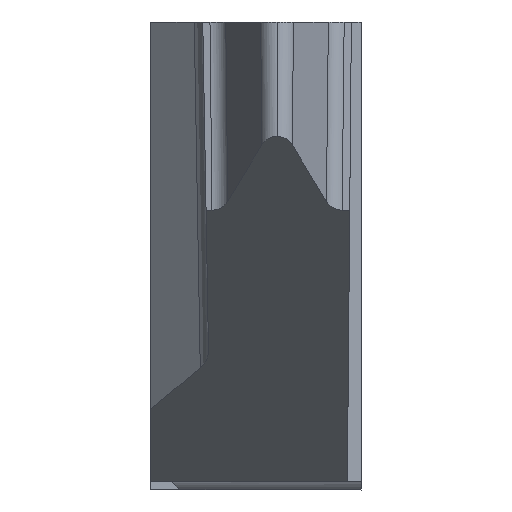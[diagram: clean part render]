
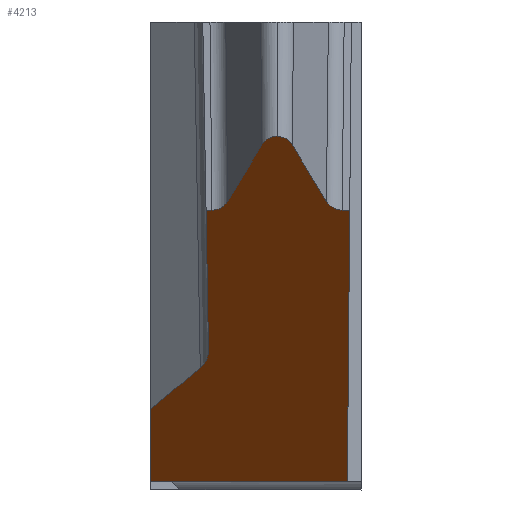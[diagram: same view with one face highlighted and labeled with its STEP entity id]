
A CAD part, front view. The second image highlights one B-rep face of the part: STEP entity #4213.
In plain terms, the highlighted planar face has unit normal (0, -0.643, -0.766).
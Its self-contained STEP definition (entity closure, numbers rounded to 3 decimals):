
#90=CARTESIAN_POINT('',(0.,5.597,-6.621));
#91=DIRECTION('',(0.,0.766,-0.643));
#92=VECTOR('',#91,1.912);
#93=LINE('',#90,#92);
#94=CARTESIAN_POINT('',(0.,5.597,-6.621));
#95=VERTEX_POINT('',#94);
#96=CARTESIAN_POINT('',(0.,7.062,-7.85));
#97=VERTEX_POINT('',#96);
#98=EDGE_CURVE('',#95,#97,#93,.T.);
#559=CARTESIAN_POINT('',(0.,5.597,-6.621));
#560=DIRECTION('',(0.608,-0.608,0.51));
#561=VECTOR('',#560,1.392);
#562=LINE('',#559,#561);
#563=CARTESIAN_POINT('',(0.847,4.75,-5.91));
#564=VERTEX_POINT('',#563);
#565=EDGE_CURVE('',#95,#564,#562,.T.);
#636=CARTESIAN_POINT('',(0.988,4.402,-5.618));
#637=VERTEX_POINT('',#636);
#648=CARTESIAN_POINT('',(0.988,4.402,-5.618));
#649=CARTESIAN_POINT('',(0.99,4.534,-5.729));
#650=CARTESIAN_POINT('',(0.94,4.657,-5.832));
#651=CARTESIAN_POINT('',(0.847,4.75,-5.91));
#652=(BOUNDED_CURVE()B_SPLINE_CURVE(3,(#648,#649,#650,#651),.UNSPECIFIED.,.F.,.F.)B_SPLINE_CURVE_WITH_KNOTS((4,4),(0.,1.),.UNSPECIFIED.)CURVE()GEOMETRIC_REPRESENTATION_ITEM()RATIONAL_B_SPLINE_CURVE((1.,0.949,0.949,1.))REPRESENTATION_ITEM(''));
#653=EDGE_CURVE('',#637,#564,#652,.T.);
#728=CARTESIAN_POINT('',(0.988,4.402,-5.618));
#729=DIRECTION('',(-0.011,-0.766,0.643));
#730=VECTOR('',#729,3.732);
#731=LINE('',#728,#730);
#732=CARTESIAN_POINT('',(0.946,1.544,-3.219));
#733=VERTEX_POINT('',#732);
#734=EDGE_CURVE('',#637,#733,#731,.T.);
#915=CARTESIAN_POINT('',(3.361,7.062,-7.85));
#916=VERTEX_POINT('',#915);
#927=CARTESIAN_POINT('',(3.361,7.062,-7.85));
#928=DIRECTION('',(0.006,-0.766,0.643));
#929=VECTOR('',#928,7.203);
#930=LINE('',#927,#929);
#931=CARTESIAN_POINT('',(3.402,1.545,-3.22));
#932=VERTEX_POINT('',#931);
#933=EDGE_CURVE('',#916,#932,#930,.T.);
#1018=CARTESIAN_POINT('',(3.272,1.54,-3.216));
#1019=VERTEX_POINT('',#1018);
#1030=CARTESIAN_POINT('',(3.272,1.54,-3.216));
#1031=DIRECTION('',(0.999,0.035,-0.03));
#1032=VECTOR('',#1031,0.13);
#1033=LINE('',#1030,#1032);
#1034=EDGE_CURVE('',#1019,#932,#1033,.T.);
#1078=CARTESIAN_POINT('',(3.272,1.54,-3.216));
#1079=CARTESIAN_POINT('',(3.155,1.536,-3.213));
#1080=CARTESIAN_POINT('',(3.057,1.472,-3.16));
#1081=CARTESIAN_POINT('',(3.004,1.367,-3.071));
#1082=(BOUNDED_CURVE()B_SPLINE_CURVE(3,(#1078,#1079,#1080,#1081),.UNSPECIFIED.,.F.,.F.)B_SPLINE_CURVE_WITH_KNOTS((4,4),(0.,1.),.UNSPECIFIED.)CURVE()GEOMETRIC_REPRESENTATION_ITEM()RATIONAL_B_SPLINE_CURVE((1.,0.909,0.909,1.))REPRESENTATION_ITEM('')
);
#1083=CARTESIAN_POINT('',(3.004,1.367,-3.071));
#1084=VERTEX_POINT('',#1083);
#1085=EDGE_CURVE('',#1019,#1084,#1082,.T.);
#1162=CARTESIAN_POINT('',(2.419,0.207,-2.098));
#1163=VERTEX_POINT('',#1162);
#1174=CARTESIAN_POINT('',(2.419,0.207,-2.098));
#1175=DIRECTION('',(0.36,0.715,-0.6));
#1176=VECTOR('',#1175,1.623);
#1177=LINE('',#1174,#1176);
#1178=EDGE_CURVE('',#1163,#1084,#1177,.T.);
#1252=CARTESIAN_POINT('',(2.16,0.035,-1.953));
#1253=VERTEX_POINT('',#1252);
#1264=CARTESIAN_POINT('',(2.419,0.207,-2.098));
#1265=CARTESIAN_POINT('',(2.368,0.105,-2.012));
#1266=CARTESIAN_POINT('',(2.273,0.042,-1.96));
#1267=CARTESIAN_POINT('',(2.16,0.035,-1.953));
#1268=(BOUNDED_CURVE()B_SPLINE_CURVE(3,(#1264,#1265,#1266,#1267),.UNSPECIFIED.,.F.,.F.)B_SPLINE_CURVE_WITH_KNOTS((4,4),(0.,1.),.UNSPECIFIED.)CURVE()GEOMETRIC_REPRESENTATION_ITEM()RATIONAL_B_SPLINE_CURVE((1.,0.914,0.914,1.))REPRESENTATION_ITEM('')
);
#1269=EDGE_CURVE('',#1163,#1253,#1268,.T.);
#1308=CARTESIAN_POINT('',(1.901,0.207,-2.098));
#1309=VERTEX_POINT('',#1308);
#1322=CARTESIAN_POINT('',(2.16,0.035,-1.953));
#1323=CARTESIAN_POINT('',(2.047,0.042,-1.96));
#1324=CARTESIAN_POINT('',(1.952,0.105,-2.012));
#1325=CARTESIAN_POINT('',(1.901,0.207,-2.098));
#1326=(BOUNDED_CURVE()B_SPLINE_CURVE(3,(#1322,#1323,#1324,#1325),.UNSPECIFIED.,.F.,.F.)B_SPLINE_CURVE_WITH_KNOTS((4,4),(0.,1.),.UNSPECIFIED.)CURVE()GEOMETRIC_REPRESENTATION_ITEM()RATIONAL_B_SPLINE_CURVE((1.,0.914,0.914,1.))REPRESENTATION_ITEM('')
);
#1327=EDGE_CURVE('',#1253,#1309,#1326,.T.);
#1386=CARTESIAN_POINT('',(1.316,1.367,-3.071));
#1387=DIRECTION('',(0.36,-0.715,0.6));
#1388=VECTOR('',#1387,1.623);
#1389=LINE('',#1386,#1388);
#1390=CARTESIAN_POINT('',(1.316,1.367,-3.071));
#1391=VERTEX_POINT('',#1390);
#1392=EDGE_CURVE('',#1391,#1309,#1389,.T.);
#1466=CARTESIAN_POINT('',(1.316,1.367,-3.071));
#1467=CARTESIAN_POINT('',(1.263,1.472,-3.16));
#1468=CARTESIAN_POINT('',(1.165,1.536,-3.213));
#1469=CARTESIAN_POINT('',(1.048,1.54,-3.216));
#1470=(BOUNDED_CURVE()B_SPLINE_CURVE(3,(#1466,#1467,#1468,#1469),.UNSPECIFIED.,.F.,.F.)B_SPLINE_CURVE_WITH_KNOTS((4,4),(0.,1.),.UNSPECIFIED.)CURVE()GEOMETRIC_REPRESENTATION_ITEM()RATIONAL_B_SPLINE_CURVE((1.,0.909,0.909,1.))REPRESENTATION_ITEM('')
);
#1471=CARTESIAN_POINT('',(1.048,1.54,-3.216));
#1472=VERTEX_POINT('',#1471);
#1473=EDGE_CURVE('',#1391,#1472,#1470,.T.);
#1721=CARTESIAN_POINT('',(0.946,1.544,-3.219));
#1722=DIRECTION('',(0.999,-0.035,0.03));
#1723=VECTOR('',#1722,0.102);
#1724=LINE('',#1721,#1723);
#1725=EDGE_CURVE('',#733,#1472,#1724,.T.);
#4023=CARTESIAN_POINT('',(3.361,7.062,-7.85));
#4024=DIRECTION('',(-1.,0.,0.));
#4025=VECTOR('',#4024,3.361);
#4026=LINE('',#4023,#4025);
#4027=EDGE_CURVE('',#916,#97,#4026,.T.);
#4080=CARTESIAN_POINT('',(2.2,3.217,-4.624));
#4081=DIRECTION('',(0.,0.643,0.766));
#4082=DIRECTION('',(0.,-0.492,0.413));
#4083=AXIS2_PLACEMENT_3D('',#4080,#4081,#4082);
#4084=PLANE('',#4083);
#4085=ORIENTED_EDGE('Edge 1779',*,*,#653,.T.);
#4094=ORIENTED_EDGE('Edge 1747',*,*,#734,.F.);
#4103=ORIENTED_EDGE('Edge 166',*,*,#1725,.F.);
#4112=ORIENTED_EDGE('Edge 171',*,*,#1473,.T.);
#4121=ORIENTED_EDGE('Edge 176',*,*,#1392,.F.);
#4130=ORIENTED_EDGE('Edge 181',*,*,#1327,.T.);
#4139=ORIENTED_EDGE('Edge 186',*,*,#1269,.T.);
#4148=ORIENTED_EDGE('Edge 191',*,*,#1178,.F.);
#4157=ORIENTED_EDGE('Edge 196',*,*,#1085,.T.);
#4166=ORIENTED_EDGE('Edge 201',*,*,#1034,.F.);
#4175=ORIENTED_EDGE('Edge 206',*,*,#933,.T.);
#4184=ORIENTED_EDGE('Edge 245',*,*,#4027,.F.);
#4193=ORIENTED_EDGE('Edge 216',*,*,#98,.T.);
#4202=ORIENTED_EDGE('Edge 1708',*,*,#565,.F.);
#4211=EDGE_LOOP('',(#4202,#4193,#4184,#4175,#4166,#4157,#4148,#4139,#4130,#4121,#4112,#4103,#4094,#4085));
#4212=FACE_OUTER_BOUND('Loop 222',#4211,.T.);
#4213=ADVANCED_FACE('Face 223',(#4212),#4084,.F.);
